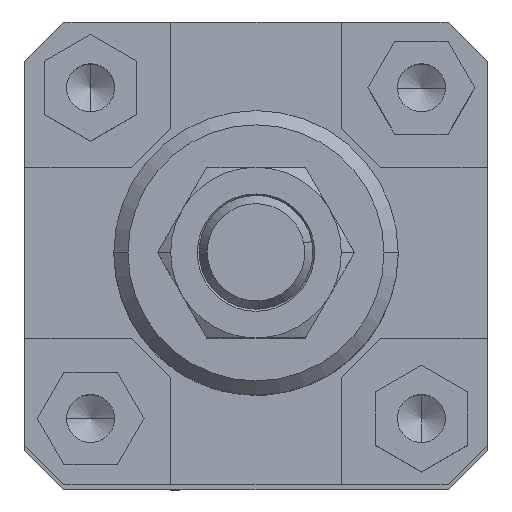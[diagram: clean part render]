
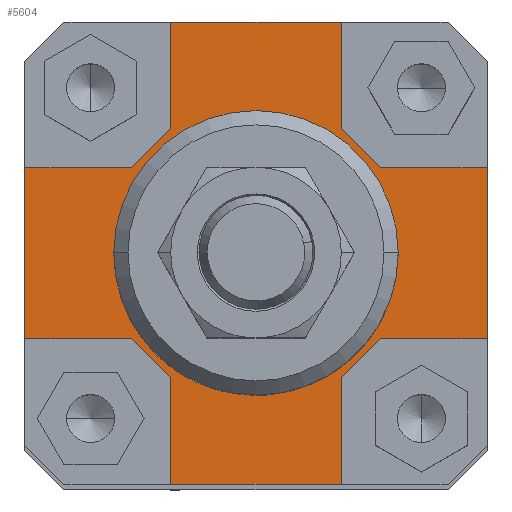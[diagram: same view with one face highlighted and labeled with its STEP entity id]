
A CAD part, top view. The second image highlights one B-rep face of the part: STEP entity #5604.
In plain terms, the highlighted planar face has unit normal (0, 0, 1).
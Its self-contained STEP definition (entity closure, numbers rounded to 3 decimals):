
#1825=CARTESIAN_POINT('',(-20.0,0.,228.0));
#1826=VERTEX_POINT('',#1825);
#1835=CARTESIAN_POINT('',(-16.,-12.,228.0));
#1836=VERTEX_POINT('',#1835);
#1837=CARTESIAN_POINT('',(0.0,0.0,228.0));
#1838=DIRECTION('',(0.0,0.0,-1.0));
#1839=DIRECTION('',(-1.0,0.0,0.0));
#1840=AXIS2_PLACEMENT_3D('',#1837,#1838,#1839);
#1841=CIRCLE('',#1840,20.0);
#1842=EDGE_CURVE('',#1836,#1826,#1841,.T.);
#1844=CARTESIAN_POINT('',(20.0,0.,228.0));
#1845=VERTEX_POINT('',#1844);
#1846=CARTESIAN_POINT('',(0.0,0.0,228.0));
#1847=DIRECTION('',(0.0,0.0,-1.0));
#1848=DIRECTION('',(-1.0,0.0,0.0));
#1849=AXIS2_PLACEMENT_3D('',#1846,#1847,#1848);
#1850=CIRCLE('',#1849,20.0);
#1851=EDGE_CURVE('',#1845,#1836,#1850,.T.);
#1935=CARTESIAN_POINT('',(0.0,0.0,228.0));
#1936=DIRECTION('',(0.0,0.0,-1.0));
#1937=DIRECTION('',(-1.0,0.0,0.0));
#1938=AXIS2_PLACEMENT_3D('',#1935,#1936,#1937);
#1939=CIRCLE('',#1938,20.0);
#1940=EDGE_CURVE('',#1826,#1845,#1939,.T.);
#2314=CARTESIAN_POINT('',(-12.,-17.5,228.0));
#2315=VERTEX_POINT('',#2314);
#2322=CARTESIAN_POINT('',(-17.5,-12.,228.0));
#2323=VERTEX_POINT('',#2322);
#2324=CARTESIAN_POINT('',(-12.,-17.5,228.0));
#2325=DIRECTION('',(-0.707,0.707,0.0));
#2326=VECTOR('',#2325,7.778);
#2327=LINE('',#2324,#2326);
#2328=EDGE_CURVE('',#2323,#2315,#2327,.F.);
#2353=CARTESIAN_POINT('',(-12.,-32.5,228.0));
#2354=VERTEX_POINT('',#2353);
#2361=CARTESIAN_POINT('',(-12.,-17.5,228.0));
#2362=DIRECTION('',(0.0,-1.0,0.0));
#2363=VECTOR('',#2362,15.);
#2364=LINE('',#2361,#2363);
#2365=EDGE_CURVE('',#2315,#2354,#2364,.T.);
#2424=CARTESIAN_POINT('',(-12.,32.5,228.0));
#2425=VERTEX_POINT('',#2424);
#2432=CARTESIAN_POINT('',(12.,32.5,228.0));
#2433=VERTEX_POINT('',#2432);
#2434=CARTESIAN_POINT('',(-12.,32.5,228.0));
#2435=DIRECTION('',(1.0,0.0,0.0));
#2436=VECTOR('',#2435,24.);
#2437=LINE('',#2434,#2436);
#2438=EDGE_CURVE('',#2425,#2433,#2437,.T.);
#2890=CARTESIAN_POINT('',(12.,-32.5,228.0));
#2891=VERTEX_POINT('',#2890);
#2898=CARTESIAN_POINT('',(12.,-32.5,228.0));
#2899=DIRECTION('',(-1.0,0.0,0.0));
#2900=VECTOR('',#2899,24.);
#2901=LINE('',#2898,#2900);
#2902=EDGE_CURVE('',#2891,#2354,#2901,.T.);
#2983=CARTESIAN_POINT('',(32.5,12.,228.0));
#2984=VERTEX_POINT('',#2983);
#2991=CARTESIAN_POINT('',(32.5,-12.,228.0));
#2992=VERTEX_POINT('',#2991);
#2993=CARTESIAN_POINT('',(32.5,12.,228.0));
#2994=DIRECTION('',(0.0,-1.0,0.0));
#2995=VECTOR('',#2994,24.);
#2996=LINE('',#2993,#2995);
#2997=EDGE_CURVE('',#2984,#2992,#2996,.T.);
#3114=CARTESIAN_POINT('',(17.5,-12.,228.0));
#3115=VERTEX_POINT('',#3114);
#3122=CARTESIAN_POINT('',(12.,-17.5,228.0));
#3123=VERTEX_POINT('',#3122);
#3124=CARTESIAN_POINT('',(17.5,-12.,228.0));
#3125=DIRECTION('',(-0.707,-0.707,0.0));
#3126=VECTOR('',#3125,7.778);
#3127=LINE('',#3124,#3126);
#3128=EDGE_CURVE('',#3123,#3115,#3127,.F.);
#3145=CARTESIAN_POINT('',(12.,-32.5,228.0));
#3146=DIRECTION('',(0.0,1.0,0.0));
#3147=VECTOR('',#3146,15.);
#3148=LINE('',#3145,#3147);
#3149=EDGE_CURVE('',#2891,#3123,#3148,.T.);
#3167=CARTESIAN_POINT('',(12.,17.5,228.0));
#3168=VERTEX_POINT('',#3167);
#3175=CARTESIAN_POINT('',(17.5,12.,228.0));
#3176=VERTEX_POINT('',#3175);
#3177=CARTESIAN_POINT('',(12.,17.5,228.0));
#3178=DIRECTION('',(0.707,-0.707,0.0));
#3179=VECTOR('',#3178,7.778);
#3180=LINE('',#3177,#3179);
#3181=EDGE_CURVE('',#3176,#3168,#3180,.F.);
#3198=CARTESIAN_POINT('',(32.5,12.,228.0));
#3199=DIRECTION('',(-1.0,0.0,0.0));
#3200=VECTOR('',#3199,15.);
#3201=LINE('',#3198,#3200);
#3202=EDGE_CURVE('',#2984,#3176,#3201,.T.);
#3215=CARTESIAN_POINT('',(-17.5,12.,228.0));
#3216=VERTEX_POINT('',#3215);
#3223=CARTESIAN_POINT('',(-12.,17.5,228.0));
#3224=VERTEX_POINT('',#3223);
#3225=CARTESIAN_POINT('',(-17.5,12.,228.0));
#3226=DIRECTION('',(0.707,0.707,0.0));
#3227=VECTOR('',#3226,7.778);
#3228=LINE('',#3225,#3227);
#3229=EDGE_CURVE('',#3224,#3216,#3228,.F.);
#3246=CARTESIAN_POINT('',(-12.,32.5,228.0));
#3247=DIRECTION('',(0.0,-1.0,0.0));
#3248=VECTOR('',#3247,15.);
#3249=LINE('',#3246,#3248);
#3250=EDGE_CURVE('',#2425,#3224,#3249,.T.);
#5135=CARTESIAN_POINT('',(-32.5,12.,228.0));
#5136=VERTEX_POINT('',#5135);
#5143=CARTESIAN_POINT('',(-17.5,12.,228.0));
#5144=DIRECTION('',(-1.0,0.0,0.0));
#5145=VECTOR('',#5144,15.0);
#5146=LINE('',#5143,#5145);
#5147=EDGE_CURVE('',#3216,#5136,#5146,.T.);
#5304=CARTESIAN_POINT('',(12.,17.5,228.0));
#5305=DIRECTION('',(0.0,1.0,0.0));
#5306=VECTOR('',#5305,15.);
#5307=LINE('',#5304,#5306);
#5308=EDGE_CURVE('',#3168,#2433,#5307,.T.);
#5512=CARTESIAN_POINT('',(17.5,-12.,228.0));
#5513=DIRECTION('',(1.0,0.0,0.0));
#5514=VECTOR('',#5513,15.0);
#5515=LINE('',#5512,#5514);
#5516=EDGE_CURVE('',#3115,#2992,#5515,.T.);
#5552=CARTESIAN_POINT('',(-32.5,-12.,228.0));
#5553=VERTEX_POINT('',#5552);
#5560=CARTESIAN_POINT('',(-32.5,-12.,228.0));
#5561=DIRECTION('',(0.0,1.0,0.0));
#5562=VECTOR('',#5561,24.);
#5563=LINE('',#5560,#5562);
#5564=EDGE_CURVE('',#5553,#5136,#5563,.T.);
#5571=CARTESIAN_POINT('',(0.,0.,228.0));
#5572=DIRECTION('',(0.0,0.0,1.0));
#5573=DIRECTION('',(1.0,0.0,0.0));
#5574=AXIS2_PLACEMENT_3D('',#5571,#5572,#5573);
#5575=PLANE('',#5574);
#5576=ORIENTED_EDGE('',*,*,#2328,.T.);
#5577=ORIENTED_EDGE('',*,*,#2365,.T.);
#5578=ORIENTED_EDGE('',*,*,#2902,.F.);
#5579=ORIENTED_EDGE('',*,*,#3149,.T.);
#5580=ORIENTED_EDGE('',*,*,#3128,.T.);
#5581=ORIENTED_EDGE('',*,*,#5516,.T.);
#5582=ORIENTED_EDGE('',*,*,#2997,.F.);
#5583=ORIENTED_EDGE('',*,*,#3202,.T.);
#5584=ORIENTED_EDGE('',*,*,#3181,.T.);
#5585=ORIENTED_EDGE('',*,*,#5308,.T.);
#5586=ORIENTED_EDGE('',*,*,#2438,.F.);
#5587=ORIENTED_EDGE('',*,*,#3250,.T.);
#5588=ORIENTED_EDGE('',*,*,#3229,.T.);
#5589=ORIENTED_EDGE('',*,*,#5147,.T.);
#5590=ORIENTED_EDGE('',*,*,#5564,.F.);
#5591=CARTESIAN_POINT('',(-32.5,-12.,228.0));
#5592=DIRECTION('',(1.0,0.0,0.0));
#5593=VECTOR('',#5592,15.);
#5594=LINE('',#5591,#5593);
#5595=EDGE_CURVE('',#5553,#2323,#5594,.T.);
#5596=ORIENTED_EDGE('',*,*,#5595,.T.);
#5597=EDGE_LOOP('',(#5576,#5577,#5578,#5579,#5580,#5581,#5582,#5583,#5584,#5585,#5586,#5587,#5588,#5589,#5590,#5596));
#5598=FACE_OUTER_BOUND('',#5597,.T.);
#5599=ORIENTED_EDGE('',*,*,#1842,.T.);
#5600=ORIENTED_EDGE('',*,*,#1940,.T.);
#5601=ORIENTED_EDGE('',*,*,#1851,.T.);
#5602=EDGE_LOOP('',(#5599,#5600,#5601));
#5603=FACE_BOUND('',#5602,.T.);
#5604=ADVANCED_FACE('',(#5598,#5603),#5575,.T.);
